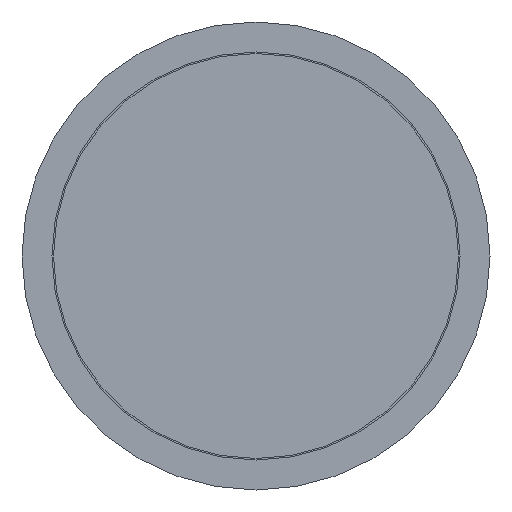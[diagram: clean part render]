
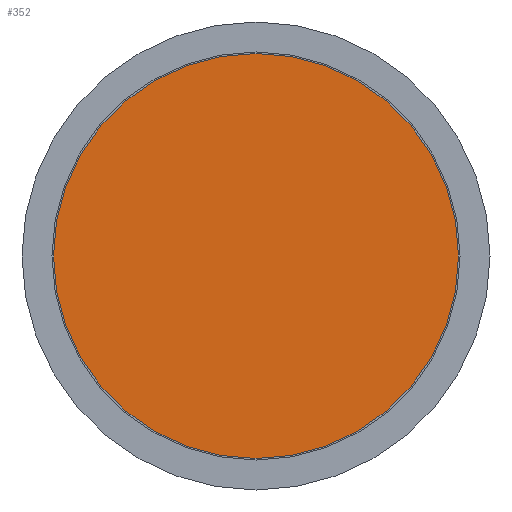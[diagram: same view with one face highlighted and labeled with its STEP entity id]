
A CAD part, front view. The second image highlights one B-rep face of the part: STEP entity #352.
In plain terms, the highlighted planar face has unit normal (0, -1, 0).
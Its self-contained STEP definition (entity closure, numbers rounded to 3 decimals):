
#33 = AXIS2_PLACEMENT_3D ( 'NONE', #458, #194, #115 ) ;
#35 = FACE_OUTER_BOUND ( 'NONE', #242, .T. ) ;
#68 = AXIS2_PLACEMENT_3D ( 'NONE', #168, #330, #209 ) ;
#92 = ORIENTED_EDGE ( 'NONE', *, *, #258, .T. ) ;
#115 = DIRECTION ( 'NONE',  ( 0., 0., -1. ) ) ;
#123 = CIRCLE ( 'NONE', #33, 33.75 ) ;
#164 = PLANE ( 'NONE',  #68 ) ;
#168 = CARTESIAN_POINT ( 'NONE',  ( -33.75, 0., 0. ) ) ;
#194 = DIRECTION ( 'NONE',  ( 0., -1., 0. ) ) ;
#209 = DIRECTION ( 'NONE',  ( 0., 0., 1. ) ) ;
#231 = VERTEX_POINT ( 'NONE', #362 ) ;
#242 = EDGE_LOOP ( 'NONE', ( #92 ) ) ;
#258 = EDGE_CURVE ( 'NONE', #231, #231, #123, .T. ) ;
#330 = DIRECTION ( 'NONE',  ( 0., 1., 0. ) ) ;
#352 = ADVANCED_FACE ( 'NONE', ( #35 ), #164, .F. ) ;
#362 = CARTESIAN_POINT ( 'NONE',  ( 0., 0., -33.75 ) ) ;
#458 = CARTESIAN_POINT ( 'NONE',  ( 0., 0., 0. ) ) ;
